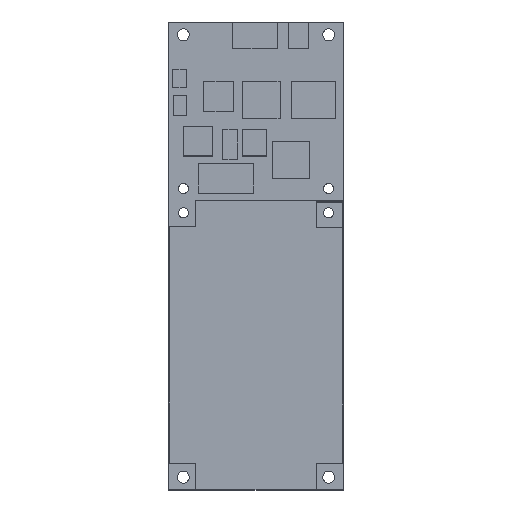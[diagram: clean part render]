
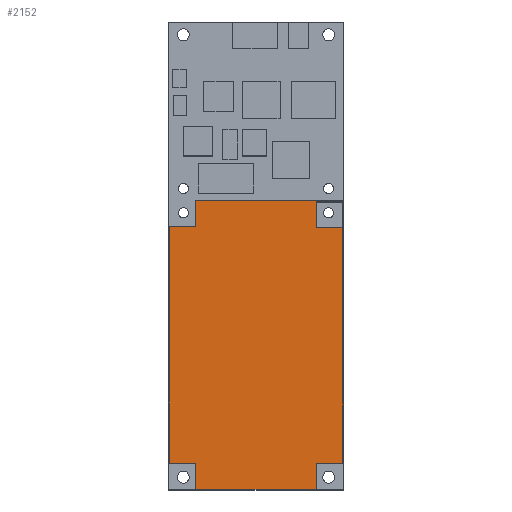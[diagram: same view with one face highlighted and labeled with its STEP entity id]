
A CAD part, top view. The second image highlights one B-rep face of the part: STEP entity #2152.
In plain terms, the highlighted planar face has unit normal (0, 0, 1).
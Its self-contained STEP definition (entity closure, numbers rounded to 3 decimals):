
#9 = CARTESIAN_POINT ( 'NONE',  ( -46.4, -40.65, 53. ) ) ;
#71 = EDGE_CURVE ( 'NONE', #2279, #1992, #1743, .T. ) ;
#88 = CARTESIAN_POINT ( 'NONE',  ( -6.9, -40.65, 53. ) ) ;
#101 = CARTESIAN_POINT ( 'NONE',  ( 0.1, -40.65, 53. ) ) ;
#116 = DIRECTION ( 'NONE',  ( -1., 0., 0. ) ) ;
#134 = EDGE_CURVE ( 'NONE', #809, #2279, #732, .T. ) ;
#140 = EDGE_CURVE ( 'NONE', #2755, #2431, #818, .T. ) ;
#149 = VECTOR ( 'NONE', #2581, 1000. ) ;
#159 = CARTESIAN_POINT ( 'NONE',  ( -39.4, 22.85, 53. ) ) ;
#190 = VECTOR ( 'NONE', #2867, 1000. ) ;
#192 = LINE ( 'NONE', #1873, #1350 ) ;
#209 = VERTEX_POINT ( 'NONE', #2051 ) ;
#220 = LINE ( 'NONE', #2648, #149 ) ;
#298 = DIRECTION ( 'NONE',  ( -1., 0., 0. ) ) ;
#330 = DIRECTION ( 'NONE',  ( 1., 0., 0. ) ) ;
#335 = CARTESIAN_POINT ( 'NONE',  ( 0.1, -47.65, 53. ) ) ;
#347 = VERTEX_POINT ( 'NONE', #159 ) ;
#361 = DIRECTION ( 'NONE',  ( 1., 0., 0. ) ) ;
#363 = LINE ( 'NONE', #771, #2078 ) ;
#506 = CARTESIAN_POINT ( 'NONE',  ( -39.4, 29.85, 53. ) ) ;
#540 = DIRECTION ( 'NONE',  ( -1., 0., 0. ) ) ;
#578 = VERTEX_POINT ( 'NONE', #506 ) ;
#633 = CARTESIAN_POINT ( 'NONE',  ( -39.4, -40.65, 53. ) ) ;
#658 = DIRECTION ( 'NONE',  ( 0., 1., 0. ) ) ;
#660 = EDGE_LOOP ( 'NONE', ( #1655, #1558, #2235, #1431, #1510, #1807, #1148, #920, #953, #2037 ) ) ;
#709 = LINE ( 'NONE', #2876, #190 ) ;
#732 = LINE ( 'NONE', #1381, #1428 ) ;
#771 = CARTESIAN_POINT ( 'NONE',  ( 0., 22.5, 53. ) ) ;
#809 = VERTEX_POINT ( 'NONE', #88 ) ;
#818 = LINE ( 'NONE', #1360, #2538 ) ;
#837 = CARTESIAN_POINT ( 'NONE',  ( 0., 29.5, 53. ) ) ;
#842 = CARTESIAN_POINT ( 'NONE',  ( 0., 29.5, 53. ) ) ;
#868 = VECTOR ( 'NONE', #116, 1000. ) ;
#901 = VECTOR ( 'NONE', #1853, 1000. ) ;
#920 = ORIENTED_EDGE ( 'NONE', *, *, #940, .F. ) ;
#940 = EDGE_CURVE ( 'NONE', #2419, #347, #1060, .T. ) ;
#953 = ORIENTED_EDGE ( 'NONE', *, *, #1908, .F. ) ;
#964 = CARTESIAN_POINT ( 'NONE',  ( -39.4, -47.65, 53. ) ) ;
#1016 = LINE ( 'NONE', #2044, #1569 ) ;
#1028 = VERTEX_POINT ( 'NONE', #9 ) ;
#1060 = LINE ( 'NONE', #1886, #1677 ) ;
#1073 = CARTESIAN_POINT ( 'NONE',  ( -7., 29.5, 53. ) ) ;
#1107 = ORIENTED_EDGE ( 'NONE', *, *, #140, .F. ) ;
#1144 = CARTESIAN_POINT ( 'NONE',  ( -7., 29.5, 53. ) ) ;
#1148 = ORIENTED_EDGE ( 'NONE', *, *, #1464, .F. ) ;
#1168 = EDGE_CURVE ( 'NONE', #209, #2996, #2937, .T. ) ;
#1171 = ORIENTED_EDGE ( 'NONE', *, *, #2911, .F. ) ;
#1189 = EDGE_CURVE ( 'NONE', #2805, #1028, #1016, .T. ) ;
#1227 = FACE_OUTER_BOUND ( 'NONE', #660, .T. ) ;
#1276 = EDGE_CURVE ( 'NONE', #1992, #2805, #709, .T. ) ;
#1293 = ORIENTED_EDGE ( 'NONE', *, *, #1619, .F. ) ;
#1310 = FACE_BOUND ( 'NONE', #2881, .T. ) ;
#1350 = VECTOR ( 'NONE', #2100, 1000. ) ;
#1355 = DIRECTION ( 'NONE',  ( 1., 0., 0. ) ) ;
#1360 = CARTESIAN_POINT ( 'NONE',  ( -7., 22.5, 53. ) ) ;
#1381 = CARTESIAN_POINT ( 'NONE',  ( -6.9, -40.65, 53. ) ) ;
#1425 = EDGE_CURVE ( 'NONE', #2431, #2716, #363, .T. ) ;
#1428 = VECTOR ( 'NONE', #1451, 1000. ) ;
#1431 = ORIENTED_EDGE ( 'NONE', *, *, #1690, .F. ) ;
#1451 = DIRECTION ( 'NONE',  ( 0., -1., 0. ) ) ;
#1464 = EDGE_CURVE ( 'NONE', #347, #578, #220, .T. ) ;
#1488 = CARTESIAN_POINT ( 'NONE',  ( -3.65, 26.6, 53. ) ) ;
#1510 = ORIENTED_EDGE ( 'NONE', *, *, #1168, .F. ) ;
#1558 = ORIENTED_EDGE ( 'NONE', *, *, #71, .F. ) ;
#1569 = VECTOR ( 'NONE', #2384, 1000. ) ;
#1603 = CARTESIAN_POINT ( 'NONE',  ( -46.4, 22.85, 53. ) ) ;
#1619 = EDGE_CURVE ( 'NONE', #2716, #2338, #2787, .T. ) ;
#1655 = ORIENTED_EDGE ( 'NONE', *, *, #1276, .F. ) ;
#1677 = VECTOR ( 'NONE', #1705, 1000. ) ;
#1690 = EDGE_CURVE ( 'NONE', #2996, #809, #2576, .T. ) ;
#1705 = DIRECTION ( 'NONE',  ( 1., 0., 0. ) ) ;
#1729 = DIRECTION ( 'NONE',  ( 0., 0., 1. ) ) ;
#1743 = LINE ( 'NONE', #335, #2751 ) ;
#1765 = CARTESIAN_POINT ( 'NONE',  ( -46.4, 29.85, 53. ) ) ;
#1776 = CARTESIAN_POINT ( 'NONE',  ( -6.9, -47.65, 53. ) ) ;
#1807 = ORIENTED_EDGE ( 'NONE', *, *, #2663, .F. ) ;
#1853 = DIRECTION ( 'NONE',  ( 0., -1., 0. ) ) ;
#1873 = CARTESIAN_POINT ( 'NONE',  ( -46.4, -47.65, 53. ) ) ;
#1886 = CARTESIAN_POINT ( 'NONE',  ( -46.4, 22.85, 53. ) ) ;
#1908 = EDGE_CURVE ( 'NONE', #1028, #2419, #192, .T. ) ;
#1992 = VERTEX_POINT ( 'NONE', #964 ) ;
#2017 = CARTESIAN_POINT ( 'NONE',  ( -7., 22.5, 53. ) ) ;
#2037 = ORIENTED_EDGE ( 'NONE', *, *, #1189, .F. ) ;
#2044 = CARTESIAN_POINT ( 'NONE',  ( -39.4, -40.65, 53. ) ) ;
#2051 = CARTESIAN_POINT ( 'NONE',  ( 0.1, 29.85, 53. ) ) ;
#2078 = VECTOR ( 'NONE', #658, 1000. ) ;
#2100 = DIRECTION ( 'NONE',  ( 0., 1., 0. ) ) ;
#2134 = LINE ( 'NONE', #1144, #901 ) ;
#2152 = ADVANCED_FACE ( 'NONE', ( #1227, #1310 ), #2870, .T. ) ;
#2175 = VECTOR ( 'NONE', #298, 1000. ) ;
#2188 = CARTESIAN_POINT ( 'NONE',  ( 0.1, 29.85, 53. ) ) ;
#2235 = ORIENTED_EDGE ( 'NONE', *, *, #134, .F. ) ;
#2256 = VECTOR ( 'NONE', #2422, 1000. ) ;
#2279 = VERTEX_POINT ( 'NONE', #1776 ) ;
#2338 = VERTEX_POINT ( 'NONE', #1073 ) ;
#2384 = DIRECTION ( 'NONE',  ( -1., 0., 0. ) ) ;
#2419 = VERTEX_POINT ( 'NONE', #1603 ) ;
#2422 = DIRECTION ( 'NONE',  ( 0., -1., 0. ) ) ;
#2431 = VERTEX_POINT ( 'NONE', #2979 ) ;
#2538 = VECTOR ( 'NONE', #1355, 1000. ) ;
#2556 = AXIS2_PLACEMENT_3D ( 'NONE', #1488, #1729, #330 ) ;
#2572 = CARTESIAN_POINT ( 'NONE',  ( 0.1, -40.65, 53. ) ) ;
#2576 = LINE ( 'NONE', #101, #868 ) ;
#2581 = DIRECTION ( 'NONE',  ( 0., 1., 0. ) ) ;
#2648 = CARTESIAN_POINT ( 'NONE',  ( -39.4, 22.85, 53. ) ) ;
#2663 = EDGE_CURVE ( 'NONE', #578, #209, #2786, .T. ) ;
#2716 = VERTEX_POINT ( 'NONE', #842 ) ;
#2751 = VECTOR ( 'NONE', #540, 1000. ) ;
#2755 = VERTEX_POINT ( 'NONE', #2017 ) ;
#2786 = LINE ( 'NONE', #1765, #2854 ) ;
#2787 = LINE ( 'NONE', #837, #2175 ) ;
#2805 = VERTEX_POINT ( 'NONE', #633 ) ;
#2818 = ORIENTED_EDGE ( 'NONE', *, *, #1425, .F. ) ;
#2854 = VECTOR ( 'NONE', #361, 1000. ) ;
#2867 = DIRECTION ( 'NONE',  ( 0., 1., 0. ) ) ;
#2870 = PLANE ( 'NONE',  #2556 ) ;
#2876 = CARTESIAN_POINT ( 'NONE',  ( -39.4, -47.65, 53. ) ) ;
#2881 = EDGE_LOOP ( 'NONE', ( #1171, #1293, #2818, #1107 ) ) ;
#2911 = EDGE_CURVE ( 'NONE', #2338, #2755, #2134, .T. ) ;
#2937 = LINE ( 'NONE', #2188, #2256 ) ;
#2979 = CARTESIAN_POINT ( 'NONE',  ( 0., 22.5, 53. ) ) ;
#2996 = VERTEX_POINT ( 'NONE', #2572 ) ;
